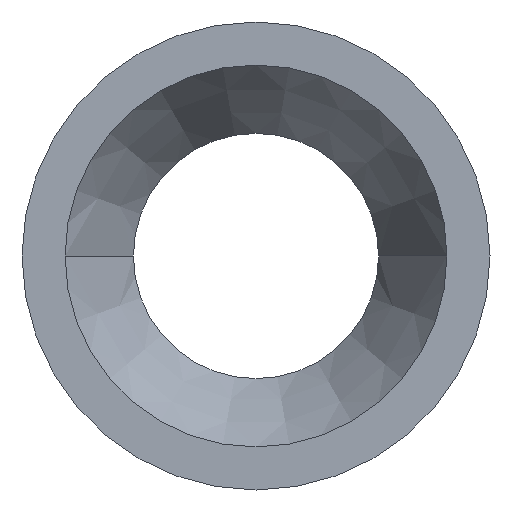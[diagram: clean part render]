
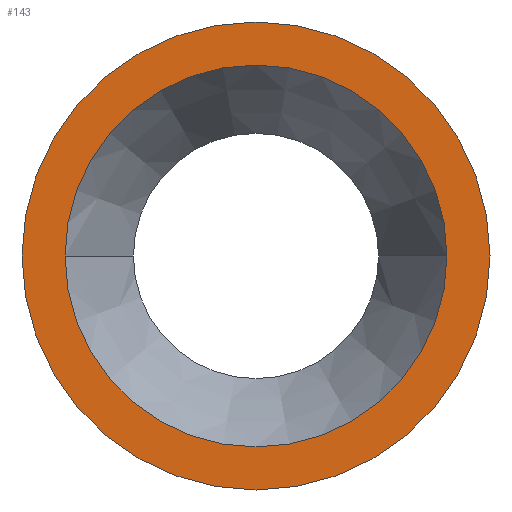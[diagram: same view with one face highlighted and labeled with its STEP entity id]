
A CAD part, left-side view. The second image highlights one B-rep face of the part: STEP entity #143.
In plain terms, the highlighted planar face has unit normal (-1, 0, 0).
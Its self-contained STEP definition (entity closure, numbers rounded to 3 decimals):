
#99 = EDGE_CURVE( '', #131, #159, #236, .T. );
#121 = EDGE_CURVE( '', #181, #145, #259, .T. );
#131 = VERTEX_POINT( '', #271 );
#139 = EDGE_CURVE( '', #159, #131, #279, .T. );
#143 = ADVANCED_FACE( '', ( #283, #284 ), #285, .T. );
#145 = VERTEX_POINT( '', #287 );
#155 = EDGE_CURVE( '', #145, #181, #299, .T. );
#159 = VERTEX_POINT( '', #303 );
#181 = VERTEX_POINT( '', #330 );
#236 = CIRCLE( '', #380, 25. );
#259 = CIRCLE( '', #418, 20.4 );
#271 = CARTESIAN_POINT( '', ( 0., 25., 0. ) );
#279 = CIRCLE( '', #446, 25. );
#283 = FACE_BOUND( '', #450, .T. );
#284 = FACE_OUTER_BOUND( '', #451, .T. );
#285 = PLANE( '', #452 );
#287 = CARTESIAN_POINT( '', ( 0., 20.4, 0. ) );
#299 = CIRCLE( '', #470, 20.4 );
#303 = CARTESIAN_POINT( '', ( 0., -25., 0. ) );
#330 = CARTESIAN_POINT( '', ( 0., -20.4, 0. ) );
#380 = AXIS2_PLACEMENT_3D( '', #557, #558, #559 );
#418 = AXIS2_PLACEMENT_3D( '', #585, #586, #587 );
#446 = AXIS2_PLACEMENT_3D( '', #615, #616, #617 );
#450 = EDGE_LOOP( '', ( #619, #620 ) );
#451 = EDGE_LOOP( '', ( #621, #622 ) );
#452 = AXIS2_PLACEMENT_3D( '', #623, #624, #625 );
#470 = AXIS2_PLACEMENT_3D( '', #646, #647, #648 );
#557 = CARTESIAN_POINT( '', ( 0., 0., 0. ) );
#558 = DIRECTION( '', ( -1., 0., 0. ) );
#559 = DIRECTION( '', ( 0., 1., 0. ) );
#585 = CARTESIAN_POINT( '', ( 0., 0., 0. ) );
#586 = DIRECTION( '', ( -1., 0., 0. ) );
#587 = DIRECTION( '', ( 0., 1., 0. ) );
#615 = CARTESIAN_POINT( '', ( 0., 0., 0. ) );
#616 = DIRECTION( '', ( -1., 0., 0. ) );
#617 = DIRECTION( '', ( 0., 1., 0. ) );
#619 = ORIENTED_EDGE( '', *, *, #155, .F. );
#620 = ORIENTED_EDGE( '', *, *, #121, .F. );
#621 = ORIENTED_EDGE( '', *, *, #99, .T. );
#622 = ORIENTED_EDGE( '', *, *, #139, .T. );
#623 = CARTESIAN_POINT( '', ( 0., 22.7, 0. ) );
#624 = DIRECTION( '', ( -1., 0., 0. ) );
#625 = DIRECTION( '', ( 0., 1., 0. ) );
#646 = CARTESIAN_POINT( '', ( 0., 0., 0. ) );
#647 = DIRECTION( '', ( -1., 0., 0. ) );
#648 = DIRECTION( '', ( 0., 1., 0. ) );
